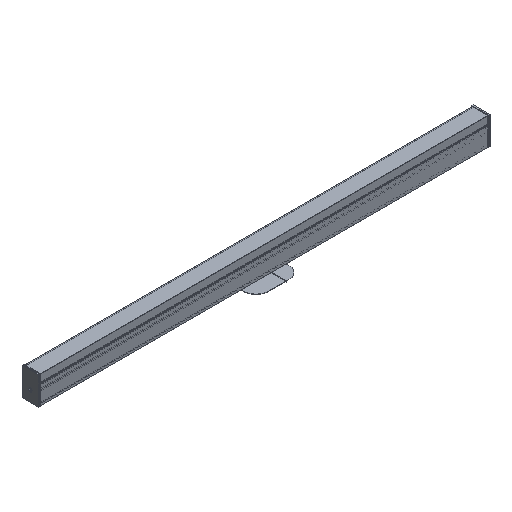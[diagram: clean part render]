
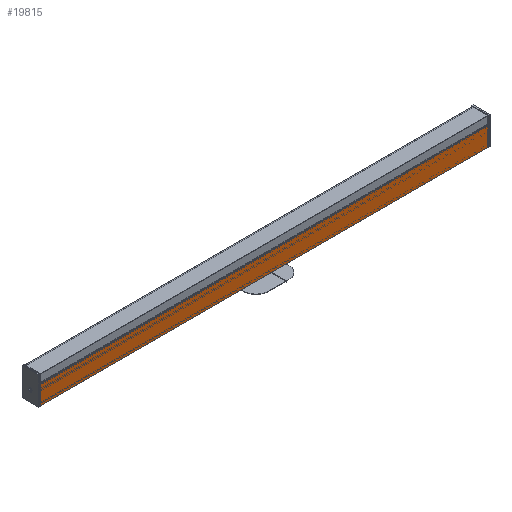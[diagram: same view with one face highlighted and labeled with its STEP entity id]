
A CAD part, isometric view. The second image highlights one B-rep face of the part: STEP entity #19815.
In plain terms, the highlighted planar face has unit normal (0, -1, 0).
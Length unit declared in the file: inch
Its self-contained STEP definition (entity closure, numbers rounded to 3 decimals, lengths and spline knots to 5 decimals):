
#422 = EDGE_LOOP ( 'NONE', ( #4354, #4299, #4330, #4312 ) ) ;
#874 = VERTEX_POINT ( 'NONE', #6277 ) ;
#1524 = LINE ( 'NONE', #9496, #1534 ) ;
#1534 = VECTOR ( 'NONE', #9504, 39.37008 ) ;
#1576 = VECTOR ( 'NONE', #9564, 39.37008 ) ;
#1583 = LINE ( 'NONE', #13148, #1589 ) ;
#1589 = VECTOR ( 'NONE', #13153, 39.37008 ) ;
#1603 = LINE ( 'NONE', #9560, #1576 ) ;
#1702 = LINE ( 'NONE', #12652, #1759 ) ;
#1759 = VECTOR ( 'NONE', #12637, 39.37008 ) ;
#2172 = VERTEX_POINT ( 'NONE', #6555 ) ;
#2261 = VERTEX_POINT ( 'NONE', #6639 ) ;
#3891 = VERTEX_POINT ( 'NONE', #6838 ) ;
#4299 = ORIENTED_EDGE ( 'NONE', *, *, #15443, .F. ) ;
#4312 = ORIENTED_EDGE ( 'NONE', *, *, #15456, .F. ) ;
#4330 = ORIENTED_EDGE ( 'NONE', *, *, #15474, .F. ) ;
#4354 = ORIENTED_EDGE ( 'NONE', *, *, #14363, .F. ) ;
#5612 = DIRECTION ( 'NONE',  ( 0., 1., 0. ) ) ;
#5616 = PLANE ( 'NONE',  #16884 ) ;
#5625 = DIRECTION ( 'NONE',  ( 0., 0., 1. ) ) ;
#5632 = CARTESIAN_POINT ( 'NONE',  ( 150., -0.775, 0.51261 ) ) ;
#6277 = CARTESIAN_POINT ( 'NONE',  ( 0., -0.775, 0.51261 ) ) ;
#6555 = CARTESIAN_POINT ( 'NONE',  ( 44.84252, -0.775, -1.44268 ) ) ;
#6639 = CARTESIAN_POINT ( 'NONE',  ( 0., -0.775, -1.44268 ) ) ;
#6838 = CARTESIAN_POINT ( 'NONE',  ( 44.84252, -0.775, 0.51261 ) ) ;
#9496 = CARTESIAN_POINT ( 'NONE',  ( 150., -0.775, 0.51261 ) ) ;
#9504 = DIRECTION ( 'NONE',  ( 1., 0., 0. ) ) ;
#9560 = CARTESIAN_POINT ( 'NONE',  ( 0., -0.775, 0.51261 ) ) ;
#9564 = DIRECTION ( 'NONE',  ( 0., 0., 1. ) ) ;
#12637 = DIRECTION ( 'NONE',  ( -1., 0., 0. ) ) ;
#12652 = CARTESIAN_POINT ( 'NONE',  ( 150., -0.775, -1.44268 ) ) ;
#13148 = CARTESIAN_POINT ( 'NONE',  ( 44.84252, -0.775, 0.51261 ) ) ;
#13153 = DIRECTION ( 'NONE',  ( 0., 0., -1. ) ) ;
#14363 = EDGE_CURVE ( 'NONE', #874, #3891, #1524, .T. ) ;
#15443 = EDGE_CURVE ( 'NONE', #2261, #874, #1603, .T. ) ;
#15456 = EDGE_CURVE ( 'NONE', #3891, #2172, #1583, .T. ) ;
#15474 = EDGE_CURVE ( 'NONE', #2172, #2261, #1702, .T. ) ;
#16884 = AXIS2_PLACEMENT_3D ( 'NONE', #5632, #5612, #5625 ) ;
#17574 = FACE_OUTER_BOUND ( 'NONE', #422, .T. ) ;
#19815 = ADVANCED_FACE ( 'NONE', ( #17574 ), #5616, .F. ) ;
